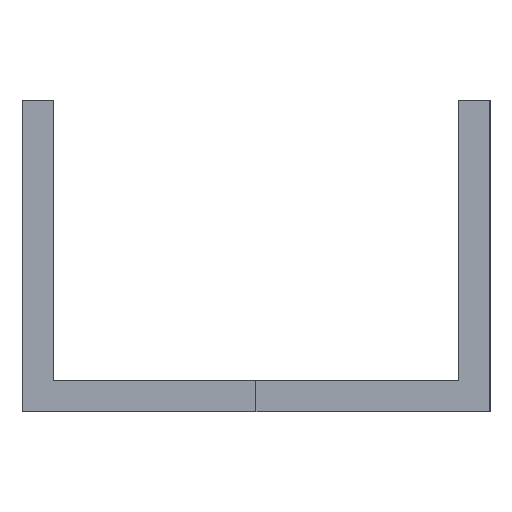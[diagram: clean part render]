
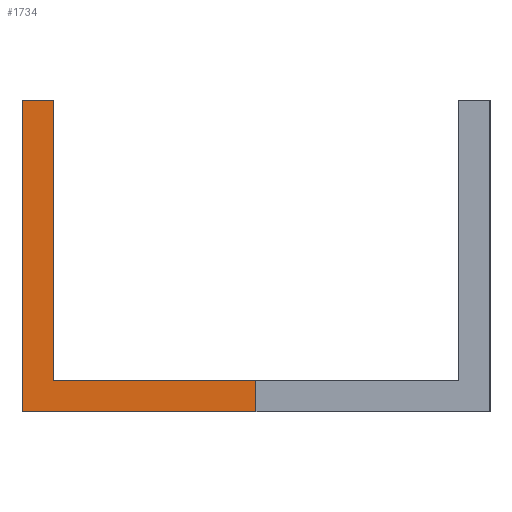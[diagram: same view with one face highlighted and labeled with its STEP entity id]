
A CAD part, left-side view. The second image highlights one B-rep face of the part: STEP entity #1734.
In plain terms, the highlighted planar face has unit normal (-1, 0, 0).
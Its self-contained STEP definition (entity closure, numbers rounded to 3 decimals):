
#85=PLANE('',#1891);
#170=FACE_OUTER_BOUND('',#280,.T.);
#280=EDGE_LOOP('',(#1521,#1522,#1523,#1524,#1525,#1526));
#410=LINE('',#2728,#596);
#412=LINE('',#2732,#598);
#422=LINE('',#2758,#608);
#439=LINE('',#2792,#625);
#441=LINE('',#2796,#627);
#442=LINE('',#2798,#628);
#596=VECTOR('',#2229,10.);
#598=VECTOR('',#2233,10.);
#608=VECTOR('',#2259,10.);
#625=VECTOR('',#2294,10.);
#627=VECTOR('',#2298,10.);
#628=VECTOR('',#2301,10.);
#841=VERTEX_POINT('',#2725);
#842=VERTEX_POINT('',#2727);
#843=VERTEX_POINT('',#2731);
#851=VERTEX_POINT('',#2757);
#859=VERTEX_POINT('',#2790);
#860=VERTEX_POINT('',#2794);
#1052=EDGE_CURVE('',#841,#842,#410,.T.);
#1054=EDGE_CURVE('',#842,#843,#412,.T.);
#1067=EDGE_CURVE('',#843,#851,#422,.T.);
#1085=EDGE_CURVE('',#859,#841,#439,.T.);
#1087=EDGE_CURVE('',#860,#859,#441,.T.);
#1088=EDGE_CURVE('',#851,#860,#442,.T.);
#1521=ORIENTED_EDGE('',*,*,#1052,.F.);
#1522=ORIENTED_EDGE('',*,*,#1085,.F.);
#1523=ORIENTED_EDGE('',*,*,#1087,.F.);
#1524=ORIENTED_EDGE('',*,*,#1088,.F.);
#1525=ORIENTED_EDGE('',*,*,#1067,.F.);
#1526=ORIENTED_EDGE('',*,*,#1054,.F.);
#1734=ADVANCED_FACE('',(#170),#85,.F.);
#1891=AXIS2_PLACEMENT_3D('',#2800,#2304,#2305);
#2229=DIRECTION('',(0.,-1.,0.));
#2233=DIRECTION('',(0.,0.,-1.));
#2259=DIRECTION('',(0.,1.,0.));
#2294=DIRECTION('',(0.,0.,-1.));
#2298=DIRECTION('',(0.,-1.,0.));
#2301=DIRECTION('',(0.,0.,1.));
#2304=DIRECTION('center_axis',(1.,0.,0.));
#2305=DIRECTION('ref_axis',(0.,0.,-1.));
#2725=CARTESIAN_POINT('',(-247.5,13.,2.));
#2727=CARTESIAN_POINT('',(-247.5,0.,2.));
#2728=CARTESIAN_POINT('',(-247.5,15.,2.));
#2731=CARTESIAN_POINT('',(-247.5,0.,0.));
#2732=CARTESIAN_POINT('',(-247.5,0.,2.));
#2757=CARTESIAN_POINT('',(-247.5,15.,0.));
#2758=CARTESIAN_POINT('',(-247.5,0.,0.));
#2790=CARTESIAN_POINT('',(-247.5,13.,20.));
#2792=CARTESIAN_POINT('',(-247.5,13.,2.));
#2794=CARTESIAN_POINT('',(-247.5,15.,20.));
#2796=CARTESIAN_POINT('',(-247.5,13.,20.));
#2798=CARTESIAN_POINT('',(-247.5,15.,0.));
#2800=CARTESIAN_POINT('Origin',(-247.5,7.5,10.));
